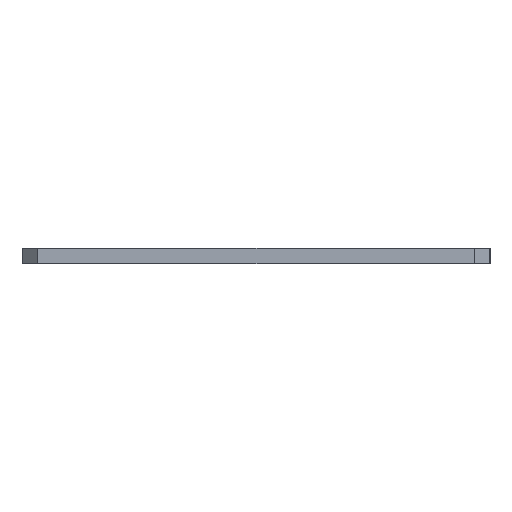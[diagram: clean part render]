
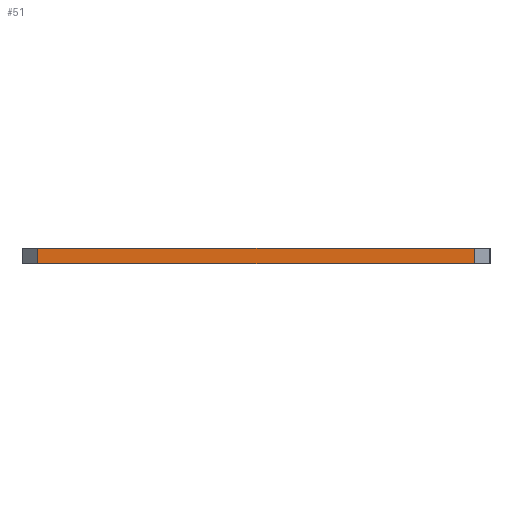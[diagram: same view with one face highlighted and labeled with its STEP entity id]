
A CAD part, front view. The second image highlights one B-rep face of the part: STEP entity #51.
In plain terms, the highlighted planar face has unit normal (0, -1, 0).
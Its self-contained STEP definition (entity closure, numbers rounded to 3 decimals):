
#3 = DIRECTION ( 'NONE',  ( 0., 0., 1. ) ) ;
#6 = CARTESIAN_POINT ( 'NONE',  ( 0., -60., -2. ) ) ;
#14 = EDGE_CURVE ( 'NONE', #183, #428, #63, .T. ) ;
#18 = VECTOR ( 'NONE', #742, 1000. ) ;
#24 = VECTOR ( 'NONE', #653, 1000. ) ;
#27 = CARTESIAN_POINT ( 'NONE',  ( 58., -60., -2. ) ) ;
#51 = ADVANCED_FACE ( 'NONE', ( #496 ), #695, .F. ) ;
#63 = LINE ( 'NONE', #325, #198 ) ;
#93 = VECTOR ( 'NONE', #568, 1000. ) ;
#99 = VERTEX_POINT ( 'NONE', #494 ) ;
#183 = VERTEX_POINT ( 'NONE', #27 ) ;
#198 = VECTOR ( 'NONE', #682, 1000. ) ;
#230 = ORIENTED_EDGE ( 'NONE', *, *, #14, .T. ) ;
#233 = LINE ( 'NONE', #526, #24 ) ;
#245 = LINE ( 'NONE', #434, #18 ) ;
#273 = EDGE_CURVE ( 'NONE', #183, #294, #233, .T. ) ;
#294 = VERTEX_POINT ( 'NONE', #781 ) ;
#319 = DIRECTION ( 'NONE',  ( 0., 1., 0. ) ) ;
#324 = LINE ( 'NONE', #642, #93 ) ;
#325 = CARTESIAN_POINT ( 'NONE',  ( 58., -60., -2. ) ) ;
#362 = CARTESIAN_POINT ( 'NONE',  ( 58., -60., 0. ) ) ;
#413 = EDGE_CURVE ( 'NONE', #99, #294, #245, .T. ) ;
#428 = VERTEX_POINT ( 'NONE', #362 ) ;
#434 = CARTESIAN_POINT ( 'NONE',  ( 2., -60., -2. ) ) ;
#494 = CARTESIAN_POINT ( 'NONE',  ( 2., -60., 0. ) ) ;
#496 = FACE_OUTER_BOUND ( 'NONE', #610, .T. ) ;
#523 = ORIENTED_EDGE ( 'NONE', *, *, #413, .T. ) ;
#526 = CARTESIAN_POINT ( 'NONE',  ( 0., -60., -2. ) ) ;
#568 = DIRECTION ( 'NONE',  ( -1., 0., 0. ) ) ;
#583 = EDGE_CURVE ( 'NONE', #428, #99, #324, .T. ) ;
#590 = ORIENTED_EDGE ( 'NONE', *, *, #583, .T. ) ;
#610 = EDGE_LOOP ( 'NONE', ( #731, #230, #590, #523 ) ) ;
#642 = CARTESIAN_POINT ( 'NONE',  ( 0., -60., 0. ) ) ;
#653 = DIRECTION ( 'NONE',  ( -1., 0., 0. ) ) ;
#682 = DIRECTION ( 'NONE',  ( 0., 0., 1. ) ) ;
#695 = PLANE ( 'NONE',  #749 ) ;
#731 = ORIENTED_EDGE ( 'NONE', *, *, #273, .F. ) ;
#742 = DIRECTION ( 'NONE',  ( 0., 0., -1. ) ) ;
#749 = AXIS2_PLACEMENT_3D ( 'NONE', #6, #319, #3 ) ;
#781 = CARTESIAN_POINT ( 'NONE',  ( 2., -60., -2. ) ) ;
